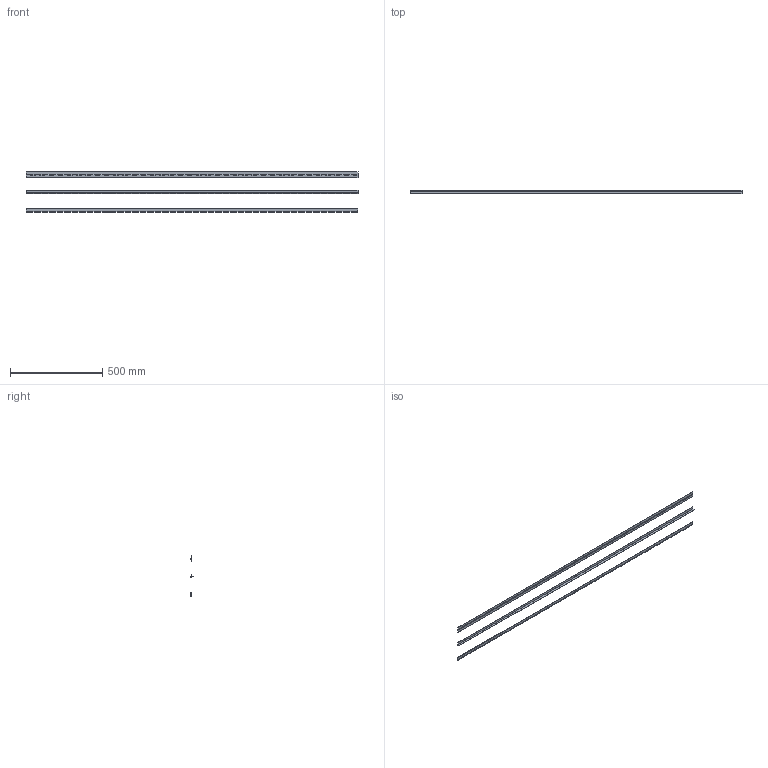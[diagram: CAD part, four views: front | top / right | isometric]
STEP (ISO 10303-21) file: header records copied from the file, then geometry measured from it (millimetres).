
FILE_DESCRIPTION (( 'STEP AP214' ), '1' );
FILE_NAME ('72876-Piano Hinge Galvanised Unpunched 32mm 1.8m.STEP', '2018-12-27T23:26:45', ( '' ), ( '' ), 'SwSTEP 2.0', 'SolidWorks 2018', '' );
FILE_SCHEMA (( 'AUTOMOTIVE_DESIGN' ));
Length unit declared in the file: millimetre
Products named in the file (4): 72876-Piano Hinge Galvanised Unpunched 32mm 1.8m; Bottom; Top; Pin
Assembly tree (9 placements, depth 2):
  72876-Piano Hinge Galvanised Unpunched 32mm 1.8m
    Bottom  x3
    Pin  x3
    Top  x3
Bounding box: 1800 x 18.34 x 218.5 mm (x, y, z)
Volume: 257750.7 mm3; surface area: 522352.9 mm2
Topology: 9 solids, 9 shells, 2967 faces, 8613 edges, 5742 vertices
Faces by surface type: plane 1338, cylinder 1302, bspline 327
Entity records: 39225 total; most frequent: CARTESIAN_POINT 12799, ORIENTED_EDGE 5742, DIRECTION 5305, EDGE_CURVE 2871, VERTEX_POINT 1914, VECTOR 1785, LINE 1785, AXIS2_PLACEMENT_3D 1760
